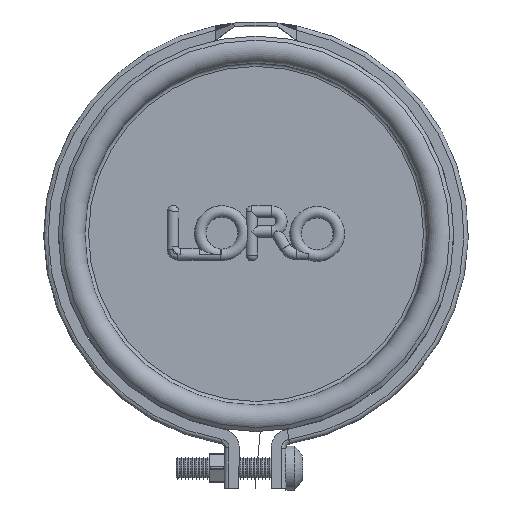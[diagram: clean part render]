
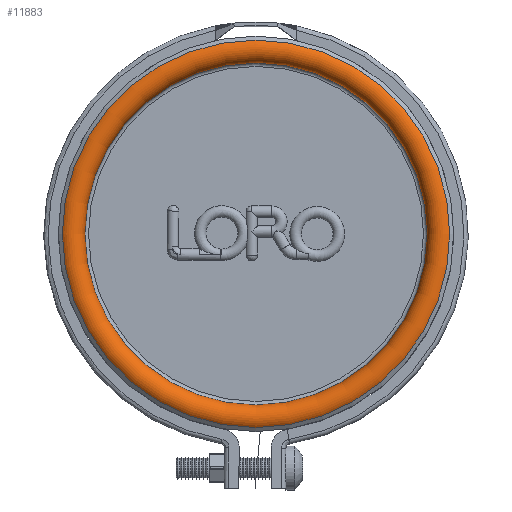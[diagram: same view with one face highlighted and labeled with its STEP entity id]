
A CAD part, top view. The second image highlights one B-rep face of the part: STEP entity #11883.
In plain terms, the highlighted toroidal (fillet/blend) face has major radius 505 mm and minor radius 37.5 mm.
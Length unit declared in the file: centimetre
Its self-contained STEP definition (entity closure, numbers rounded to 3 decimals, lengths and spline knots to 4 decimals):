
#4033=FACE_OUTER_BOUND('',#4672,.T.);
#4672=EDGE_LOOP('',(#11136,#11137,#11138,#11139,#11140,#11141));
#4953=CIRCLE('',#12461,46.75);
#4954=CIRCLE('',#12462,3.75);
#4955=CIRCLE('',#12463,52.9105);
#4956=CIRCLE('',#12464,52.9105);
#4957=CIRCLE('',#12465,46.75);
#6061=VERTEX_POINT('',#33097);
#6062=VERTEX_POINT('',#33098);
#6063=VERTEX_POINT('',#33100);
#6064=VERTEX_POINT('',#33102);
#7773=EDGE_CURVE('',#6061,#6062,#4953,.T.);
#7774=EDGE_CURVE('',#6061,#6063,#4954,.T.);
#7775=EDGE_CURVE('',#6063,#6064,#4955,.T.);
#7776=EDGE_CURVE('',#6064,#6063,#4956,.T.);
#7777=EDGE_CURVE('',#6062,#6061,#4957,.T.);
#11136=ORIENTED_EDGE('',*,*,#7773,.F.);
#11137=ORIENTED_EDGE('',*,*,#7774,.T.);
#11138=ORIENTED_EDGE('',*,*,#7775,.T.);
#11139=ORIENTED_EDGE('',*,*,#7776,.T.);
#11140=ORIENTED_EDGE('',*,*,#7774,.F.);
#11141=ORIENTED_EDGE('',*,*,#7777,.F.);
#11259=TOROIDAL_SURFACE('',#12460,50.5,3.75);
#11883=ADVANCED_FACE('',(#4033),#11259,.T.);
#12460=AXIS2_PLACEMENT_3D('',#33096,#14925,#14926);
#12461=AXIS2_PLACEMENT_3D('',#33099,#14927,#14928);
#12462=AXIS2_PLACEMENT_3D('',#33101,#14929,#14930);
#12463=AXIS2_PLACEMENT_3D('',#33103,#14931,#14932);
#12464=AXIS2_PLACEMENT_3D('',#33104,#14933,#14934);
#12465=AXIS2_PLACEMENT_3D('',#33105,#14935,#14936);
#14925=DIRECTION('center_axis',(0.,0.,1.));
#14926=DIRECTION('ref_axis',(0.,-1.,0.));
#14927=DIRECTION('center_axis',(0.,0.,1.));
#14928=DIRECTION('ref_axis',(1.,0.,0.));
#14929=DIRECTION('center_axis',(-1.,0.,0.));
#14930=DIRECTION('ref_axis',(0.,1.,0.));
#14931=DIRECTION('center_axis',(0.,0.,1.));
#14932=DIRECTION('ref_axis',(1.,0.,0.));
#14933=DIRECTION('center_axis',(0.,0.,1.));
#14934=DIRECTION('ref_axis',(1.,0.,0.));
#14935=DIRECTION('center_axis',(0.,0.,1.));
#14936=DIRECTION('ref_axis',(1.,0.,0.));
#33096=CARTESIAN_POINT('Origin',(0.2563,69.393,61.75));
#33097=CARTESIAN_POINT('',(0.2563,116.143,61.75));
#33098=CARTESIAN_POINT('',(47.0063,69.393,61.75));
#33099=CARTESIAN_POINT('Origin',(0.2563,69.393,61.75));
#33100=CARTESIAN_POINT('',(0.2563,122.3035,64.6227));
#33101=CARTESIAN_POINT('Origin',(0.2563,119.893,61.75));
#33102=CARTESIAN_POINT('',(53.1668,69.393,64.6227));
#33103=CARTESIAN_POINT('Origin',(0.2563,69.393,64.6227));
#33104=CARTESIAN_POINT('Origin',(0.2563,69.393,64.6227));
#33105=CARTESIAN_POINT('Origin',(0.2563,69.393,61.75));
